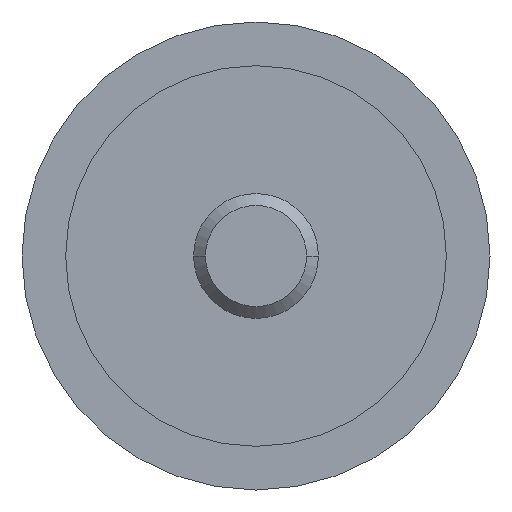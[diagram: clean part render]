
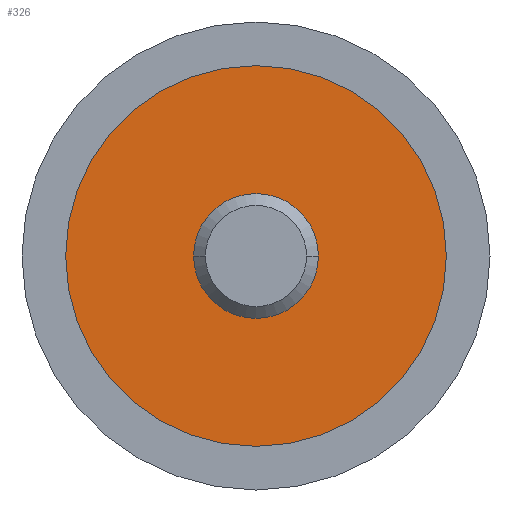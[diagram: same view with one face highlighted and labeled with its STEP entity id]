
A CAD part, front view. The second image highlights one B-rep face of the part: STEP entity #326.
In plain terms, the highlighted planar face has unit normal (0, -1, 0).
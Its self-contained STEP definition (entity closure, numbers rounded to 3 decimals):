
#178=VERTEX_POINT('',#423);
#180=EDGE_CURVE('',#186,#178,#425,.T.);
#186=VERTEX_POINT('',#431);
#260=EDGE_CURVE('',#272,#286,#520,.T.);
#272=VERTEX_POINT('',#534);
#286=VERTEX_POINT('',#549);
#302=EDGE_CURVE('',#178,#186,#566,.T.);
#326=ADVANCED_FACE('',(#596,#597),#598,.T.);
#368=EDGE_CURVE('',#286,#272,#645,.T.);
#423=CARTESIAN_POINT('',(-2.0,0.,0.));
#425=CIRCLE('',#709,2.0);
#431=CARTESIAN_POINT('',(2.0,0.0,0.));
#520=CIRCLE('',#831,6.1);
#534=CARTESIAN_POINT('',(-6.1,0.0,0.));
#549=CARTESIAN_POINT('',(6.1,0.0,0.0));
#566=CIRCLE('',#889,2.0);
#596=FACE_BOUND('',#923,.T.);
#597=FACE_OUTER_BOUND('',#924,.T.);
#598=PLANE('',#925);
#645=CIRCLE('',#984,6.1);
#709=AXIS2_PLACEMENT_3D('',#1004,#1005,#1006);
#831=AXIS2_PLACEMENT_3D('',#1137,#1138,#1139);
#889=AXIS2_PLACEMENT_3D('',#1191,#1192,#1193);
#923=EDGE_LOOP('',(#1251,#1252));
#924=EDGE_LOOP('',(#1253,#1254));
#925=AXIS2_PLACEMENT_3D('',#1255,#1256,#1257);
#984=AXIS2_PLACEMENT_3D('',#1311,#1312,#1313);
#1004=CARTESIAN_POINT('',(0.0,0.,0.0));
#1005=DIRECTION('',(-0.0,1.0,0.0));
#1006=DIRECTION('',(1.0,0.0,0.0));
#1137=CARTESIAN_POINT('',(0.0,0.0,0.0));
#1138=DIRECTION('',(0.0,-1.0,0.0));
#1139=DIRECTION('',(1.0,0.0,0.0));
#1191=CARTESIAN_POINT('',(0.0,0.,0.0));
#1192=DIRECTION('',(-0.0,1.0,0.0));
#1193=DIRECTION('',(1.0,0.0,0.0));
#1251=ORIENTED_EDGE('',*,*,#302,.T.);
#1252=ORIENTED_EDGE('',*,*,#180,.T.);
#1253=ORIENTED_EDGE('',*,*,#368,.T.);
#1254=ORIENTED_EDGE('',*,*,#260,.T.);
#1255=CARTESIAN_POINT('',(0.0,0.0,0.0));
#1256=DIRECTION('',(0.0,-1.0,0.0));
#1257=DIRECTION('',(-1.0,0.0,0.0));
#1311=CARTESIAN_POINT('',(0.0,0.0,0.0));
#1312=DIRECTION('',(0.0,-1.0,0.0));
#1313=DIRECTION('',(1.0,0.0,0.0));
